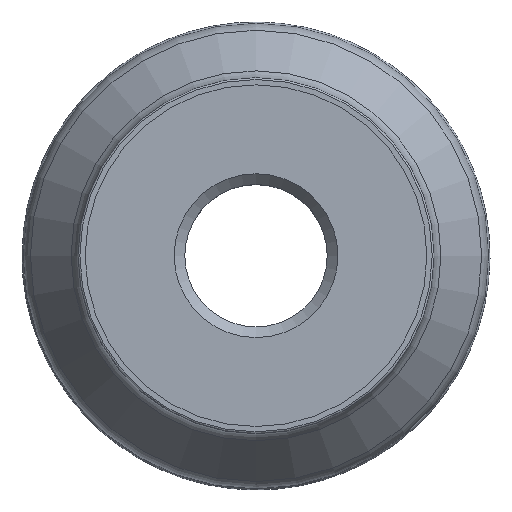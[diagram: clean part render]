
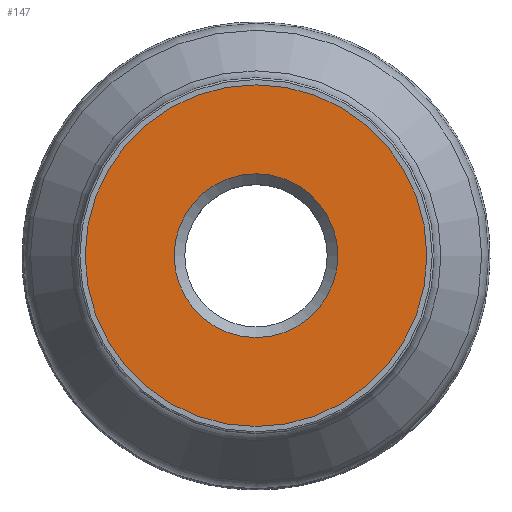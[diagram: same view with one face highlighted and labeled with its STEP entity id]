
A CAD part, top view. The second image highlights one B-rep face of the part: STEP entity #147.
In plain terms, the highlighted planar face has unit normal (0, 0, 1).
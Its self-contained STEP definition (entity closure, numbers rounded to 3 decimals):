
#109=PLANE('',#678);
#147=ADVANCED_FACE('CLONE_TP_FACE',(#201,#202),#109,.T.);
#201=FACE_BOUND('',#254,.T.);
#202=FACE_BOUND('',#255,.T.);
#254=EDGE_LOOP('',(#306));
#255=EDGE_LOOP('',(#307));
#306=ORIENTED_EDGE('',*,*,#360,.F.);
#307=ORIENTED_EDGE('',*,*,#359,.F.);
#332=VERTEX_POINT('',#944);
#333=VERTEX_POINT('',#947);
#359=EDGE_CURVE('',#332,#332,#385,.T.);
#360=EDGE_CURVE('',#333,#333,#386,.T.);
#385=CIRCLE('',#663,48.);
#386=CIRCLE('',#665,23.006);
#663=AXIS2_PLACEMENT_3D('',#943,#796,#797);
#665=AXIS2_PLACEMENT_3D('',#946,#800,#801);
#678=AXIS2_PLACEMENT_3D('',#966,#826,#827);
#796=DIRECTION('',(0.,0.,-1.));
#797=DIRECTION('',(1.,0.,0.));
#800=DIRECTION('',(0.,0.,1.));
#801=DIRECTION('',(1.,0.,0.));
#826=DIRECTION('',(0.,0.,1.));
#827=DIRECTION('',(1.,0.,0.));
#943=CARTESIAN_POINT('',(0.,0.,0.));
#944=CARTESIAN_POINT('',(48.,0.,0.));
#946=CARTESIAN_POINT('',(0.,0.,0.));
#947=CARTESIAN_POINT('',(23.006,0.,0.));
#966=CARTESIAN_POINT('',(0.,-20.006,0.));
